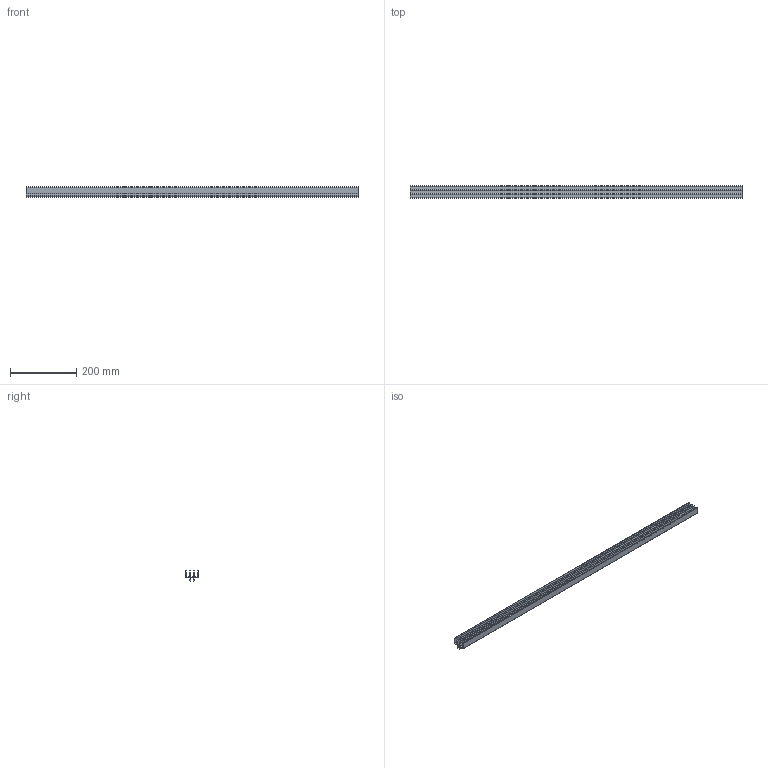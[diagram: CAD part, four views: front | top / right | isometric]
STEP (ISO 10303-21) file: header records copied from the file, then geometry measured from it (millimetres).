
FILE_DESCRIPTION(('STEP AP214'),'1');
FILE_NAME('cctmp_F6CCDE94-5ED6-42D4-ADEE-2471CECA7ACA_2020_1_13_10_55_26_841..stp','2020-01-13T09:55:26',('Bosch Rexroth AG'),('CADClick - www.CADClick.com'),'Spatial InterOp 3D',' ','unknown authorization - (Healing Option Enabled)');
FILE_SCHEMA(('AUTOMOTIVE_DESIGN'));
Length unit declared in the file: millimetre
Products named in the file (1): 2020_01_13__10-55-26-841
Bounding box: 1000 x 38 x 31.19 mm (x, y, z)
Volume: 305090.3 mm3; surface area: 262903.5 mm2
Topology: 1 solids, 1 shells, 60 faces, 174 edges, 116 vertices
Faces by surface type: plane 36, cylinder 24
Entity records: 2490 total; most frequent: CARTESIAN_POINT 351, ORIENTED_EDGE 348, DIRECTION 344, EDGE_CURVE 174, LINE 126, VECTOR 126, VERTEX_POINT 116, AXIS2_PLACEMENT_3D 109
